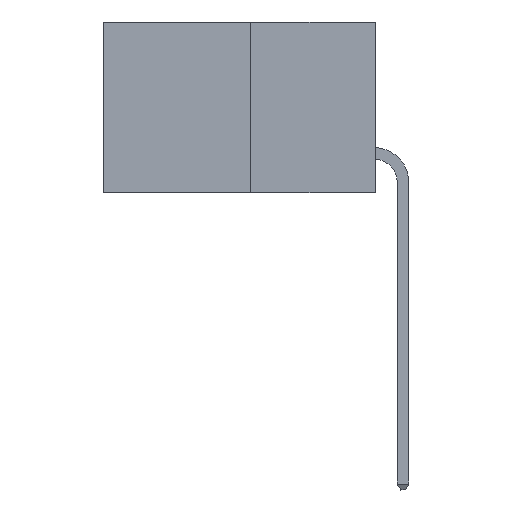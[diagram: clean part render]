
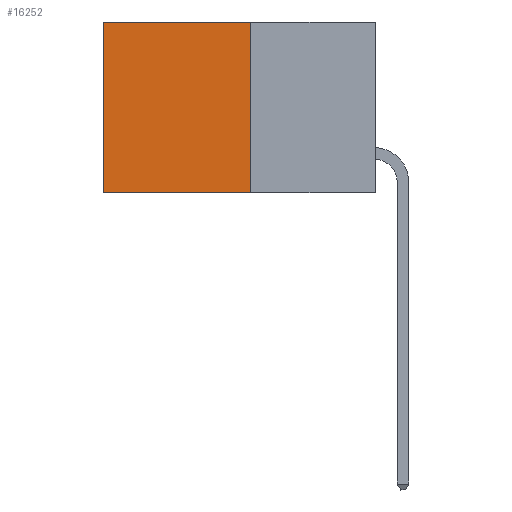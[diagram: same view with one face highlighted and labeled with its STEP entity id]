
A CAD part, left-side view. The second image highlights one B-rep face of the part: STEP entity #16252.
In plain terms, the highlighted planar face has unit normal (-1, 0, 0).
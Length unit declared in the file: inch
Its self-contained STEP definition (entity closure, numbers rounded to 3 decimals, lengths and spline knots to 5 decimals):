
#261 = LINE ( 'NONE', #17176, #17712 ) ;
#851 = VERTEX_POINT ( 'NONE', #2902 ) ;
#1681 = CARTESIAN_POINT ( 'NONE',  ( 0.277, 0.59, -0.37 ) ) ;
#2902 = CARTESIAN_POINT ( 'NONE',  ( 0.277, 0.59, 0. ) ) ;
#3751 = VERTEX_POINT ( 'NONE', #18426 ) ;
#3960 = FACE_OUTER_BOUND ( 'NONE', #19246, .T. ) ;
#5232 = LINE ( 'NONE', #11995, #9215 ) ;
#5276 = CARTESIAN_POINT ( 'NONE',  ( 0.277, 0.59, -0.37 ) ) ;
#5384 = ORIENTED_EDGE ( 'NONE', *, *, #5500, .F. ) ;
#5500 = EDGE_CURVE ( 'NONE', #12839, #3751, #14184, .T. ) ;
#5546 = DIRECTION ( 'NONE',  ( 0., 0., -1. ) ) ;
#6743 = VECTOR ( 'NONE', #6988, 39.37008 ) ;
#6988 = DIRECTION ( 'NONE',  ( 0., 0., -1. ) ) ;
#7140 = DIRECTION ( 'NONE',  ( 0., 1., 0. ) ) ;
#7441 = CARTESIAN_POINT ( 'NONE',  ( 0.277, 0.27, -0.37 ) ) ;
#7659 = EDGE_CURVE ( 'NONE', #12839, #851, #5232, .T. ) ;
#8414 = EDGE_CURVE ( 'NONE', #3751, #9426, #261, .T. ) ;
#8595 = AXIS2_PLACEMENT_3D ( 'NONE', #17601, #20911, #11057 ) ;
#8798 = VECTOR ( 'NONE', #5546, 39.37008 ) ;
#8848 = ORIENTED_EDGE ( 'NONE', *, *, #19711, .T. ) ;
#9215 = VECTOR ( 'NONE', #7140, 39.37008 ) ;
#9426 = VERTEX_POINT ( 'NONE', #1681 ) ;
#9434 = PLANE ( 'NONE',  #8595 ) ;
#9855 = ORIENTED_EDGE ( 'NONE', *, *, #7659, .T. ) ;
#11057 = DIRECTION ( 'NONE',  ( 0., 0., -1. ) ) ;
#11995 = CARTESIAN_POINT ( 'NONE',  ( 0.277, 0.27, 0. ) ) ;
#12839 = VERTEX_POINT ( 'NONE', #14790 ) ;
#14184 = LINE ( 'NONE', #7441, #8798 ) ;
#14790 = CARTESIAN_POINT ( 'NONE',  ( 0.277, 0.27, 0. ) ) ;
#16252 = ADVANCED_FACE ( 'NONE', ( #3960 ), #9434, .F. ) ;
#17176 = CARTESIAN_POINT ( 'NONE',  ( 0.277, 0.27, -0.37 ) ) ;
#17601 = CARTESIAN_POINT ( 'NONE',  ( 0.277, 0.27, -0.37 ) ) ;
#17712 = VECTOR ( 'NONE', #20491, 39.37008 ) ;
#18064 = ORIENTED_EDGE ( 'NONE', *, *, #8414, .F. ) ;
#18426 = CARTESIAN_POINT ( 'NONE',  ( 0.277, 0.27, -0.37 ) ) ;
#19246 = EDGE_LOOP ( 'NONE', ( #8848, #18064, #5384, #9855 ) ) ;
#19371 = LINE ( 'NONE', #5276, #6743 ) ;
#19711 = EDGE_CURVE ( 'NONE', #851, #9426, #19371, .T. ) ;
#20491 = DIRECTION ( 'NONE',  ( 0., 1., 0. ) ) ;
#20911 = DIRECTION ( 'NONE',  ( 1., 0., 0. ) ) ;
